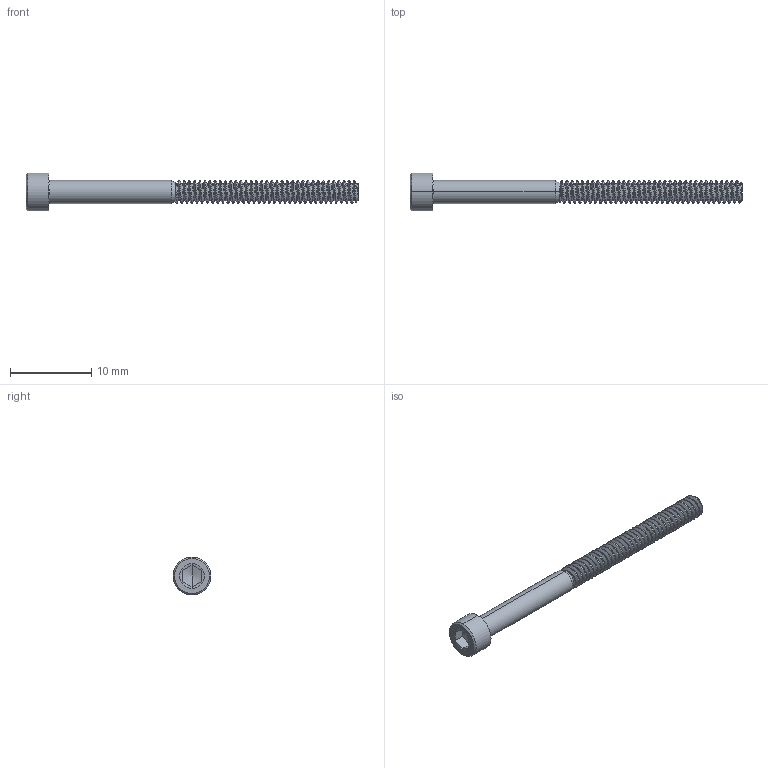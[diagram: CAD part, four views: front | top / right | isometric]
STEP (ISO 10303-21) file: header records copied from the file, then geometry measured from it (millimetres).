
FILE_DESCRIPTION((''),'2;1');
FILE_NAME('001_MSC_VALUE_COLLECT_SOC_HD_IN_ASM','2019-06-15T',('Admin'),(''),'PRO/ENGINEER BY PARAMETRIC TECHNOLOGY CORPORATION, 2016240','PRO/ENGINEER BY PARAMETRIC TECHNOLOGY CORPORATION, 2016240','');
FILE_SCHEMA(('AUTOMOTIVE_DESIGN { 1 0 10303 214 1 1 1 1 }'));
Length unit declared in the file: inch
Products named in the file (2): 001_OL_SOC_FLAT_HD_IN_AF0; 001_MSC_VALUE_COLLECT_SOC_HD_IN_ASM
Assembly tree (1 placements, depth 2):
  001_MSC_VALUE_COLLECT_SOC_HD_IN_ASM
    001_OL_SOC_FLAT_HD_IN_AF0
Bounding box: 40.89 x 4.65 x 4.65 mm (x, y, z)
Volume: 245.1 mm3; surface area: 511.2 mm2
Topology: 1 solids, 1 shells, 124 faces, 335 edges, 213 vertices
Faces by surface type: cylinder 72, bspline 30, cone 11, plane 9, torus 2
Entity records: 30957 total; most frequent: CARTESIAN_POINT 24203, PROPERTY_DEFINITION 763, REPRESENTATION 762, PROPERTY_DEFINITION_REPRESENTATION 762, ORIENTED_EDGE 666, GENERAL_PROPERTY 515, GENERAL_PROPERTY_ASSOCIATION 515, DESCRIPTIVE_REPRESENTATION_ITEM 515
